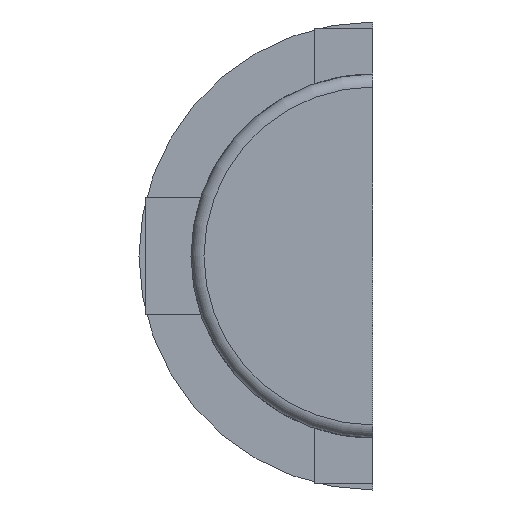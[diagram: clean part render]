
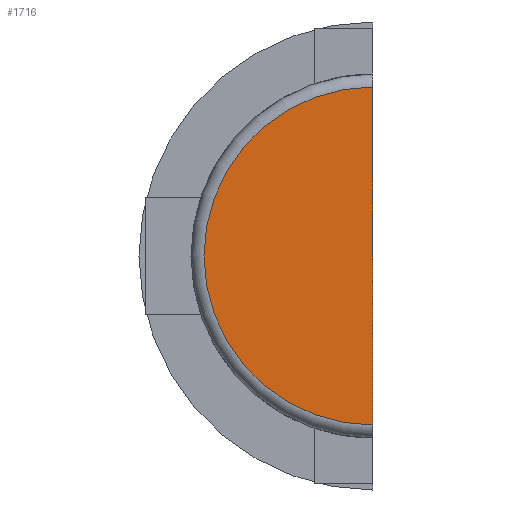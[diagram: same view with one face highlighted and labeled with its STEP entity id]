
A CAD part, front view. The second image highlights one B-rep face of the part: STEP entity #1716.
In plain terms, the highlighted planar face has unit normal (0, -1, 0).
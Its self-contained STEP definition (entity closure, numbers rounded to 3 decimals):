
#66 = EDGE_CURVE ( 'NONE', #1091, #447, #1396, .T. ) ;
#88 = DIRECTION ( 'NONE',  ( 0., 0., 1. ) ) ;
#127 = DIRECTION ( 'NONE',  ( 0., 0., -1. ) ) ;
#142 = DIRECTION ( 'NONE',  ( 0., 0., -1. ) ) ;
#214 = CARTESIAN_POINT ( 'NONE',  ( 0., -28.8, 0. ) ) ;
#315 = CARTESIAN_POINT ( 'NONE',  ( 0., -28.8, 0. ) ) ;
#447 = VERTEX_POINT ( 'NONE', #1696 ) ;
#572 = VECTOR ( 'NONE', #88, 1000. ) ;
#699 = EDGE_CURVE ( 'NONE', #447, #1091, #1033, .T. ) ;
#833 = ORIENTED_EDGE ( 'NONE', *, *, #699, .T. ) ;
#1033 = LINE ( 'NONE', #214, #572 ) ;
#1091 = VERTEX_POINT ( 'NONE', #1464 ) ;
#1097 = PLANE ( 'NONE',  #1330 ) ;
#1187 = CARTESIAN_POINT ( 'NONE',  ( 0., -28.8, 0. ) ) ;
#1239 = AXIS2_PLACEMENT_3D ( 'NONE', #1187, #1338, #127 ) ;
#1330 = AXIS2_PLACEMENT_3D ( 'NONE', #315, #1631, #142 ) ;
#1338 = DIRECTION ( 'NONE',  ( 0., -1., 0. ) ) ;
#1355 = FACE_OUTER_BOUND ( 'NONE', #1431, .T. ) ;
#1396 = CIRCLE ( 'NONE', #1239, 20.8 ) ;
#1415 = ORIENTED_EDGE ( 'NONE', *, *, #66, .T. ) ;
#1431 = EDGE_LOOP ( 'NONE', ( #1415, #833 ) ) ;
#1464 = CARTESIAN_POINT ( 'NONE',  ( 0., -28.8, 20.8 ) ) ;
#1631 = DIRECTION ( 'NONE',  ( 0., -1., 0. ) ) ;
#1696 = CARTESIAN_POINT ( 'NONE',  ( 0., -28.8, -20.8 ) ) ;
#1716 = ADVANCED_FACE ( 'NONE', ( #1355 ), #1097, .T. ) ;
